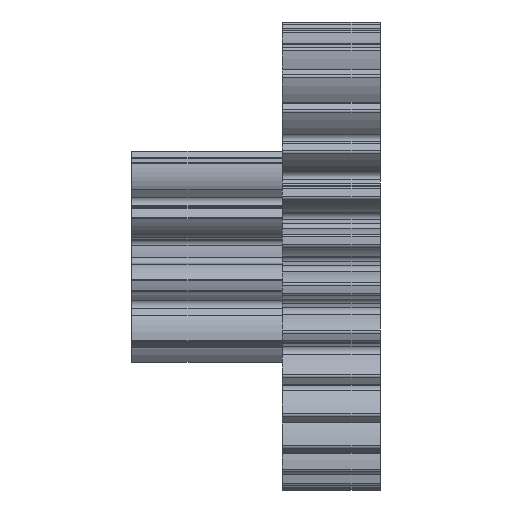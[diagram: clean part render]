
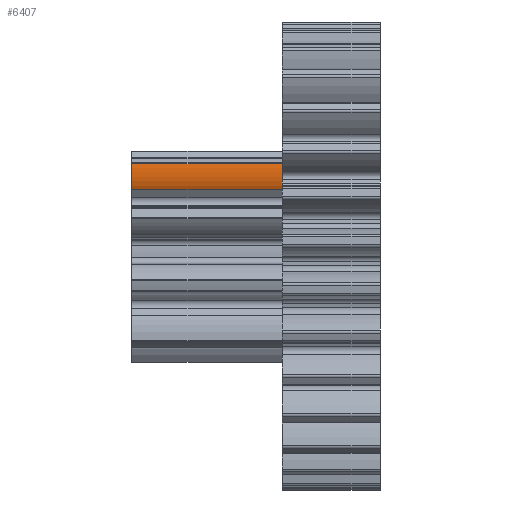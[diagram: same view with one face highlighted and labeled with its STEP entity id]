
A CAD part, left-side view. The second image highlights one B-rep face of the part: STEP entity #6407.
In plain terms, the highlighted free-form (B-spline) face has degree [3, 1] with [5, 2] control points.
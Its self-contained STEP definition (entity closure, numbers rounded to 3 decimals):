
#93=B_SPLINE_SURFACE_WITH_KNOTS('',3,1,((#12108,#12109),(#12110,#12111),
(#12112,#12113),(#12114,#12115),(#12116,#12117)),.UNSPECIFIED.,.F.,.F.,
 .F.,(4,1,4),(2,2),(0.,0.059,1.),(-0.077,7.777),
 .UNSPECIFIED.);
#447=LINE('',#12107,#817);
#448=LINE('',#12118,#818);
#817=VECTOR('',#8968,7.7);
#818=VECTOR('',#8969,7.7);
#1395=FACE_OUTER_BOUND('',#1739,.T.);
#1739=EDGE_LOOP('',(#5976,#5977,#5978,#5979));
#1894=B_SPLINE_CURVE_WITH_KNOTS('',3,(#11485,#11486,#11487,#11488,#11489),
 .UNSPECIFIED.,.F.,.F.,(4,1,4),(0.,0.95,1.),.UNSPECIFIED.);
#1907=B_SPLINE_CURVE_WITH_KNOTS('',3,(#11716,#11717,#11718,#11719,#11720),
 .UNSPECIFIED.,.F.,.F.,(4,1,4),(0.,0.95,1.),.UNSPECIFIED.);
#2936=VERTEX_POINT('',#11482);
#2937=VERTEX_POINT('',#11484);
#3013=VERTEX_POINT('',#11713);
#3014=VERTEX_POINT('',#11715);
#3846=EDGE_CURVE('',#2937,#2936,#1894,.T.);
#3937=EDGE_CURVE('',#3013,#3014,#1907,.T.);
#4043=EDGE_CURVE('',#3014,#2936,#447,.T.);
#4044=EDGE_CURVE('',#2937,#3013,#448,.T.);
#5976=ORIENTED_EDGE('',*,*,#4043,.F.);
#5977=ORIENTED_EDGE('',*,*,#3937,.F.);
#5978=ORIENTED_EDGE('',*,*,#4044,.F.);
#5979=ORIENTED_EDGE('',*,*,#3846,.T.);
#6407=ADVANCED_FACE('',(#1395),#93,.F.);
#8968=DIRECTION('',(0.,-1.,0.));
#8969=DIRECTION('',(0.,1.,0.));
#11482=CARTESIAN_POINT('',(-2.676,5.,4.726));
#11484=CARTESIAN_POINT('',(-2.535,5.,3.384));
#11485=CARTESIAN_POINT('Ctrl Pts',(-2.535,5.,3.384));
#11486=CARTESIAN_POINT('Ctrl Pts',(-2.746,5.,3.778));
#11487=CARTESIAN_POINT('Ctrl Pts',(-2.752,5.,4.247));
#11488=CARTESIAN_POINT('Ctrl Pts',(-2.68,5.,4.703));
#11489=CARTESIAN_POINT('Ctrl Pts',(-2.676,5.,4.726));
#11713=CARTESIAN_POINT('',(-2.535,12.7,3.384));
#11715=CARTESIAN_POINT('',(-2.676,12.7,4.726));
#11716=CARTESIAN_POINT('Ctrl Pts',(-2.535,12.7,3.384));
#11717=CARTESIAN_POINT('Ctrl Pts',(-2.746,12.7,3.778));
#11718=CARTESIAN_POINT('Ctrl Pts',(-2.752,12.7,4.247));
#11719=CARTESIAN_POINT('Ctrl Pts',(-2.68,12.7,4.703));
#11720=CARTESIAN_POINT('Ctrl Pts',(-2.676,12.7,4.726));
#12107=CARTESIAN_POINT('',(-2.676,12.7,4.726));
#12108=CARTESIAN_POINT('Ctrl Pts',(-2.674,4.923,4.74));
#12109=CARTESIAN_POINT('Ctrl Pts',(-2.674,12.777,4.74));
#12110=CARTESIAN_POINT('Ctrl Pts',(-2.679,4.923,4.712));
#12111=CARTESIAN_POINT('Ctrl Pts',(-2.679,12.777,4.712));
#12112=CARTESIAN_POINT('Ctrl Pts',(-2.753,4.923,4.248));
#12113=CARTESIAN_POINT('Ctrl Pts',(-2.753,12.777,4.248));
#12114=CARTESIAN_POINT('Ctrl Pts',(-2.746,4.923,3.769));
#12115=CARTESIAN_POINT('Ctrl Pts',(-2.746,12.777,3.769));
#12116=CARTESIAN_POINT('Ctrl Pts',(-2.529,4.923,3.372));
#12117=CARTESIAN_POINT('Ctrl Pts',(-2.529,12.777,3.372));
#12118=CARTESIAN_POINT('',(-2.535,5.,3.384));
